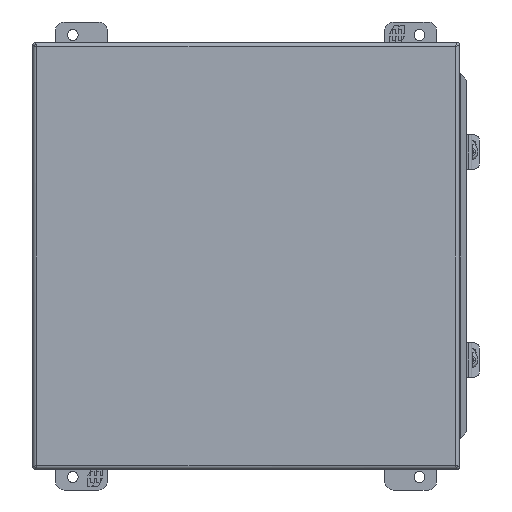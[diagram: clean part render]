
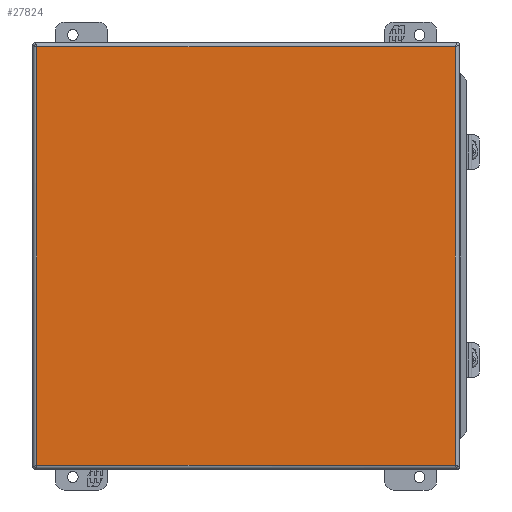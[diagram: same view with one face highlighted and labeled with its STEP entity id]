
A CAD part, front view. The second image highlights one B-rep face of the part: STEP entity #27824.
In plain terms, the highlighted planar face has unit normal (0, -1, 0).
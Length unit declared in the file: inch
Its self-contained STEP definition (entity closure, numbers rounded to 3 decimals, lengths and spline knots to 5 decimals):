
#2085 = CARTESIAN_POINT ( 'NONE',  ( -6.0378, -6.19685, -6.0378 ) ) ;
#2696 = VERTEX_POINT ( 'NONE', #14498 ) ;
#3271 = VERTEX_POINT ( 'NONE', #2085 ) ;
#3771 = VECTOR ( 'NONE', #9825, 39.37008 ) ;
#4350 = EDGE_LOOP ( 'NONE', ( #14244, #15031, #27906, #35221 ) ) ;
#5415 = CARTESIAN_POINT ( 'NONE',  ( -6.0378, -6.19685, -6.15591 ) ) ;
#5759 = LINE ( 'NONE', #5920, #24654 ) ;
#5920 = CARTESIAN_POINT ( 'NONE',  ( -6.15591, -6.19685, 6.0378 ) ) ;
#5967 = LINE ( 'NONE', #27559, #20527 ) ;
#9825 = DIRECTION ( 'NONE',  ( 0., 0., 1. ) ) ;
#10312 = VECTOR ( 'NONE', #27667, 39.37008 ) ;
#13413 = DIRECTION ( 'NONE',  ( 0., -1., 0. ) ) ;
#14244 = ORIENTED_EDGE ( 'NONE', *, *, #32945, .T. ) ;
#14347 = VERTEX_POINT ( 'NONE', #34368 ) ;
#14498 = CARTESIAN_POINT ( 'NONE',  ( 6.0378, -6.19685, 6.0378 ) ) ;
#14589 = AXIS2_PLACEMENT_3D ( 'NONE', #32937, #13413, #35633 ) ;
#15031 = ORIENTED_EDGE ( 'NONE', *, *, #18827, .T. ) ;
#16133 = CARTESIAN_POINT ( 'NONE',  ( 6.0378, -6.19685, -6.0378 ) ) ;
#16920 = FACE_OUTER_BOUND ( 'NONE', #4350, .T. ) ;
#17754 = LINE ( 'NONE', #5415, #10312 ) ;
#18480 = EDGE_CURVE ( 'NONE', #24581, #2696, #30137, .T. ) ;
#18827 = EDGE_CURVE ( 'NONE', #3271, #24581, #5967, .T. ) ;
#20527 = VECTOR ( 'NONE', #35550, 39.37008 ) ;
#24581 = VERTEX_POINT ( 'NONE', #16133 ) ;
#24654 = VECTOR ( 'NONE', #28401, 39.37008 ) ;
#24693 = PLANE ( 'NONE',  #14589 ) ;
#27559 = CARTESIAN_POINT ( 'NONE',  ( 6.15591, -6.19685, -6.0378 ) ) ;
#27667 = DIRECTION ( 'NONE',  ( 0., 0., -1. ) ) ;
#27824 = ADVANCED_FACE ( 'NONE', ( #16920 ), #24693, .T. ) ;
#27906 = ORIENTED_EDGE ( 'NONE', *, *, #18480, .T. ) ;
#28401 = DIRECTION ( 'NONE',  ( -1., 0., 0. ) ) ;
#29799 = CARTESIAN_POINT ( 'NONE',  ( 6.0378, -6.19685, 6.15591 ) ) ;
#30137 = LINE ( 'NONE', #29799, #3771 ) ;
#32937 = CARTESIAN_POINT ( 'NONE',  ( 0., -6.19685, 0. ) ) ;
#32945 = EDGE_CURVE ( 'NONE', #14347, #3271, #17754, .T. ) ;
#34368 = CARTESIAN_POINT ( 'NONE',  ( -6.0378, -6.19685, 6.0378 ) ) ;
#34899 = EDGE_CURVE ( 'NONE', #2696, #14347, #5759, .T. ) ;
#35221 = ORIENTED_EDGE ( 'NONE', *, *, #34899, .T. ) ;
#35550 = DIRECTION ( 'NONE',  ( 1., 0., 0. ) ) ;
#35633 = DIRECTION ( 'NONE',  ( 0., 0., -1. ) ) ;
